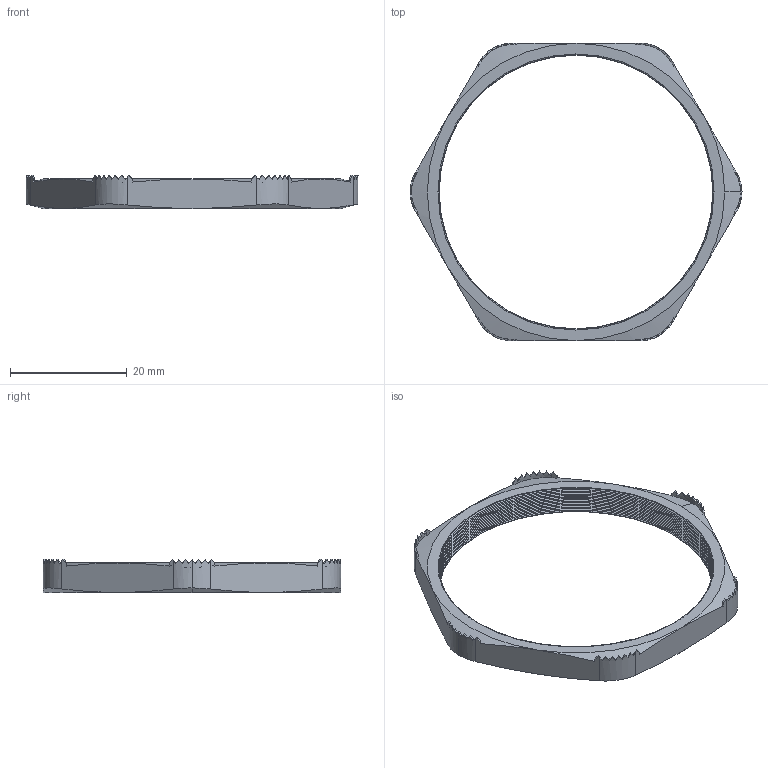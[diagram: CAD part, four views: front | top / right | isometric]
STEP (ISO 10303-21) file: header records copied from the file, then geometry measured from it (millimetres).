
FILE_DESCRIPTION (( 'STEP AP203' ), '1' );
FILE_NAME ('NP-36-BE.STEP', '2008-04-01T12:23:41', ( 'Baystate-05' ), ( 'BayState InfoTech' ), 'SwSTEP 2.0', 'SolidWorks 2007', '' );
FILE_SCHEMA (( 'CONFIG_CONTROL_DESIGN' ));
Length unit declared in the file: inch
Products named in the file (1): NP-36-BE
Bounding box: 56.99 x 51.05 x 5.69 mm (x, y, z)
Volume: 2396.4 mm3; surface area: 3330.7 mm2
Topology: 1 solids, 1 shells, 248 faces, 620 edges, 374 vertices
Faces by surface type: plane 116, cone 82, cylinder 46, torus 4
Entity records: 7505 total; most frequent: CARTESIAN_POINT 2017, ORIENTED_EDGE 1240, DIRECTION 1036, EDGE_CURVE 620, VERTEX_POINT 374, AXIS2_PLACEMENT_3D 373, VECTOR 290, LINE 290
